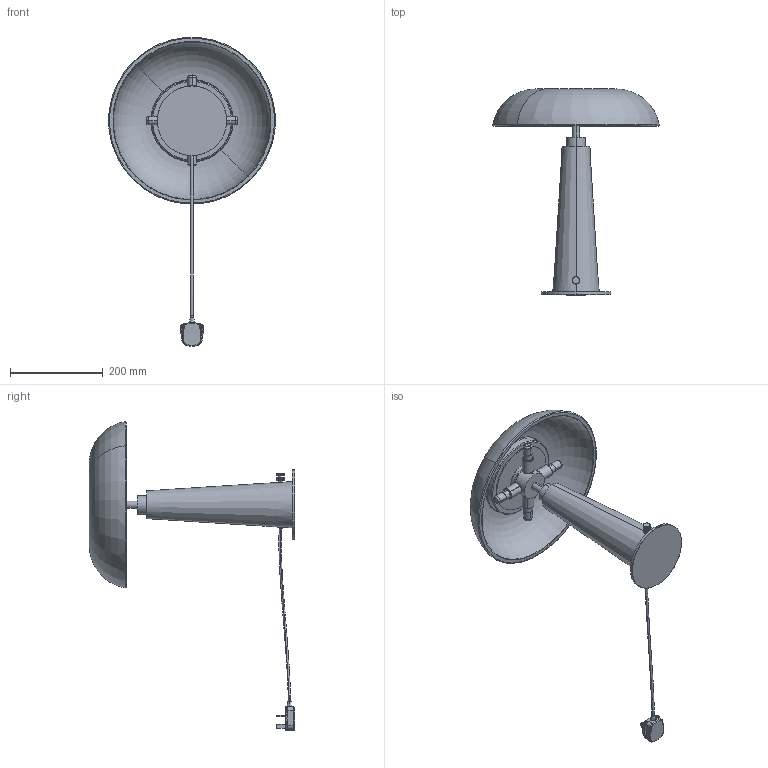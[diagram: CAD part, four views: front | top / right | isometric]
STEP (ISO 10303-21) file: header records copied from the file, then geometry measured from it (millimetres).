
FILE_DESCRIPTION (( 'STEP AP203' ), '1' );
FILE_NAME ('RE 22 TL_exported.step', '2025-03-09T05:28:52', ( '' ), ( '' ), 'SwSTEP 2.0', 'SolidWorks 2024', '' );
FILE_SCHEMA (( 'CONFIG_CONTROL_DESIGN' ));
Length unit declared in the file: millimetre
Products named in the file (1): RE 22 TL_exported
Bounding box: 358.63 x 444 x 666.22 mm (x, y, z)
Surface area: 473820.5 mm2 (no closed solid volume)
Topology: 0 solids, 33 shells, 418 faces, 1422 edges, 1014 vertices
Faces by surface type: cylinder 216, plane 118, torus 60, bspline 12, sphere 8, cone 4
Entity records: 16608 total; most frequent: CARTESIAN_POINT 4237, DIRECTION 2875, ORIENTED_EDGE 2102, EDGE_CURVE 1418, AXIS2_PLACEMENT_3D 1110, VERTEX_POINT 1014, CIRCLE 703, VECTOR 655
